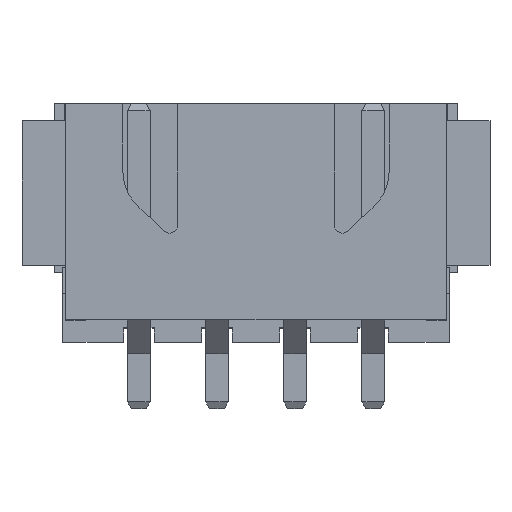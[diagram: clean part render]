
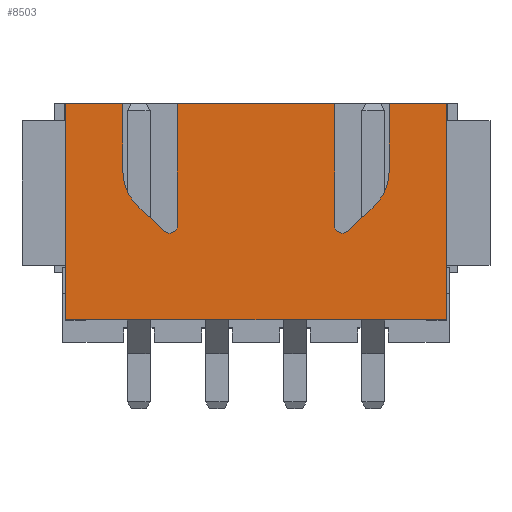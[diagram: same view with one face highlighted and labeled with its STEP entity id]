
A CAD part, top view. The second image highlights one B-rep face of the part: STEP entity #8503.
In plain terms, the highlighted planar face has unit normal (0, 0, 1).
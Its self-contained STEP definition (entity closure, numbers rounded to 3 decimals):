
#352=CIRCLE('',#8890,1.651);
#353=CIRCLE('',#8891,0.254);
#354=CIRCLE('',#8892,0.254);
#355=CIRCLE('',#8893,1.651);
#364=ORIENTED_EDGE('',*,*,#2158,.F.);
#365=ORIENTED_EDGE('',*,*,#2159,.T.);
#366=ORIENTED_EDGE('',*,*,#2160,.F.);
#367=ORIENTED_EDGE('',*,*,#2161,.T.);
#368=ORIENTED_EDGE('',*,*,#2162,.F.);
#369=ORIENTED_EDGE('',*,*,#2157,.T.);
#370=ORIENTED_EDGE('',*,*,#2163,.F.);
#371=ORIENTED_EDGE('',*,*,#2164,.T.);
#372=ORIENTED_EDGE('',*,*,#2165,.F.);
#373=ORIENTED_EDGE('',*,*,#2166,.T.);
#374=ORIENTED_EDGE('',*,*,#2167,.F.);
#375=ORIENTED_EDGE('',*,*,#2168,.T.);
#376=ORIENTED_EDGE('',*,*,#2169,.F.);
#377=ORIENTED_EDGE('',*,*,#2170,.F.);
#378=ORIENTED_EDGE('',*,*,#2171,.T.);
#379=ORIENTED_EDGE('',*,*,#2172,.T.);
#2157=EDGE_CURVE('',#3052,#3054,#3644,.T.);
#2158=EDGE_CURVE('',#3055,#3056,#3645,.T.);
#2159=EDGE_CURVE('',#3055,#3057,#352,.T.);
#2160=EDGE_CURVE('',#3058,#3057,#3646,.T.);
#2161=EDGE_CURVE('',#3058,#3059,#353,.T.);
#2162=EDGE_CURVE('',#3052,#3059,#3647,.T.);
#2163=EDGE_CURVE('',#3060,#3054,#3648,.T.);
#2164=EDGE_CURVE('',#3060,#3061,#354,.T.);
#2165=EDGE_CURVE('',#3062,#3061,#3649,.T.);
#2166=EDGE_CURVE('',#3062,#3063,#355,.T.);
#2167=EDGE_CURVE('',#3064,#3063,#3650,.T.);
#2168=EDGE_CURVE('',#3064,#3065,#3651,.T.);
#2169=EDGE_CURVE('',#3066,#3065,#3652,.T.);
#2170=EDGE_CURVE('',#3067,#3066,#3653,.T.);
#2171=EDGE_CURVE('',#3067,#3068,#3654,.T.);
#2172=EDGE_CURVE('',#3068,#3056,#3655,.T.);
#3052=VERTEX_POINT('',#10504);
#3054=VERTEX_POINT('',#10508);
#3055=VERTEX_POINT('',#10512);
#3056=VERTEX_POINT('',#10513);
#3057=VERTEX_POINT('',#10515);
#3058=VERTEX_POINT('',#10517);
#3059=VERTEX_POINT('',#10519);
#3060=VERTEX_POINT('',#10522);
#3061=VERTEX_POINT('',#10524);
#3062=VERTEX_POINT('',#10526);
#3063=VERTEX_POINT('',#10528);
#3064=VERTEX_POINT('',#10530);
#3065=VERTEX_POINT('',#10532);
#3066=VERTEX_POINT('',#10534);
#3067=VERTEX_POINT('',#10536);
#3068=VERTEX_POINT('',#10538);
#3644=LINE('',#10509,#4267);
#3645=LINE('',#10511,#4268);
#3646=LINE('',#10516,#4269);
#3647=LINE('',#10520,#4270);
#3648=LINE('',#10521,#4271);
#3649=LINE('',#10525,#4272);
#3650=LINE('',#10529,#4273);
#3651=LINE('',#10531,#4274);
#3652=LINE('',#10533,#4275);
#3653=LINE('',#10535,#4276);
#3654=LINE('',#10537,#4277);
#3655=LINE('',#10539,#4278);
#4267=VECTOR('',#9224,1000.);
#4268=VECTOR('',#9227,1000.);
#4269=VECTOR('',#9230,1000.);
#4270=VECTOR('',#9233,1000.);
#4271=VECTOR('',#9234,1000.);
#4272=VECTOR('',#9237,1000.);
#4273=VECTOR('',#9240,1000.);
#4274=VECTOR('',#9241,1000.);
#4275=VECTOR('',#9242,1000.);
#4276=VECTOR('',#9243,1000.);
#4277=VECTOR('',#9244,1000.);
#4278=VECTOR('',#9245,1000.);
#4888=EDGE_LOOP('',(#364,#365,#366,#367,#368,#369,#370,#371,#372,#373,#374,
#375,#376,#377,#378,#379));
#5273=FACE_BOUND('',#4888,.T.);
#5658=PLANE('',#8889);
#8503=ADVANCED_FACE('',(#5273),#5658,.F.);
#8889=AXIS2_PLACEMENT_3D('',#10510,#9225,#9226);
#8890=AXIS2_PLACEMENT_3D('',#10514,#9228,#9229);
#8891=AXIS2_PLACEMENT_3D('',#10518,#9231,#9232);
#8892=AXIS2_PLACEMENT_3D('',#10523,#9235,#9236);
#8893=AXIS2_PLACEMENT_3D('',#10527,#9238,#9239);
#9224=DIRECTION('',(-1.,0.,0.));
#9225=DIRECTION('',(0.,0.,-1.));
#9226=DIRECTION('',(-1.,0.,0.));
#9227=DIRECTION('',(0.,1.,0.));
#9228=DIRECTION('',(0.,0.,-1.));
#9229=DIRECTION('',(-1.,0.,0.));
#9230=DIRECTION('',(0.732,0.681,0.));
#9231=DIRECTION('',(0.,0.,-1.));
#9232=DIRECTION('',(-1.,0.,0.));
#9233=DIRECTION('',(0.,-1.,0.));
#9234=DIRECTION('',(0.,1.,0.));
#9235=DIRECTION('',(0.,0.,-1.));
#9236=DIRECTION('',(-1.,0.,0.));
#9237=DIRECTION('',(0.732,-0.681,0.));
#9238=DIRECTION('',(0.,0.,-1.));
#9239=DIRECTION('',(-1.,0.,0.));
#9240=DIRECTION('',(0.,-1.,0.));
#9241=DIRECTION('',(-1.,0.,0.));
#9242=DIRECTION('',(0.,1.,0.));
#9243=DIRECTION('',(-1.,0.,0.));
#9244=DIRECTION('',(0.,1.,0.));
#9245=DIRECTION('',(-1.,0.,0.));
#10504=CARTESIAN_POINT('',(2.553,9.906,5.918));
#10508=CARTESIAN_POINT('',(-2.553,9.906,5.918));
#10509=CARTESIAN_POINT('',(6.185,9.906,5.918));
#10510=CARTESIAN_POINT('',(6.185,2.87,5.918));
#10511=CARTESIAN_POINT('',(4.331,7.014,5.918));
#10512=CARTESIAN_POINT('',(4.331,7.733,5.918));
#10513=CARTESIAN_POINT('',(4.331,9.906,5.918));
#10514=CARTESIAN_POINT('',(2.68,7.733,5.918));
#10515=CARTESIAN_POINT('',(3.804,6.524,5.918));
#10516=CARTESIAN_POINT('',(2.553,5.359,5.918));
#10517=CARTESIAN_POINT('',(2.98,5.757,5.918));
#10518=CARTESIAN_POINT('',(2.807,5.943,5.918));
#10519=CARTESIAN_POINT('',(2.553,5.943,5.918));
#10520=CARTESIAN_POINT('',(2.553,9.906,5.918));
#10521=CARTESIAN_POINT('',(-2.553,5.359,5.918));
#10522=CARTESIAN_POINT('',(-2.553,5.943,5.918));
#10523=CARTESIAN_POINT('',(-2.807,5.943,5.918));
#10524=CARTESIAN_POINT('',(-2.98,5.757,5.918));
#10525=CARTESIAN_POINT('',(-4.331,7.014,5.918));
#10526=CARTESIAN_POINT('',(-3.804,6.524,5.918));
#10527=CARTESIAN_POINT('',(-2.68,7.733,5.918));
#10528=CARTESIAN_POINT('',(-4.331,7.733,5.918));
#10529=CARTESIAN_POINT('',(-4.331,9.906,5.918));
#10530=CARTESIAN_POINT('',(-4.331,9.906,5.918));
#10531=CARTESIAN_POINT('',(6.185,9.906,5.918));
#10532=CARTESIAN_POINT('',(-6.185,9.906,5.918));
#10533=CARTESIAN_POINT('',(-6.185,2.87,5.918));
#10534=CARTESIAN_POINT('',(-6.185,2.87,5.918));
#10535=CARTESIAN_POINT('',(6.185,2.87,5.918));
#10536=CARTESIAN_POINT('',(6.185,2.87,5.918));
#10537=CARTESIAN_POINT('',(6.185,2.87,5.918));
#10538=CARTESIAN_POINT('',(6.185,9.906,5.918));
#10539=CARTESIAN_POINT('',(6.185,9.906,5.918));
